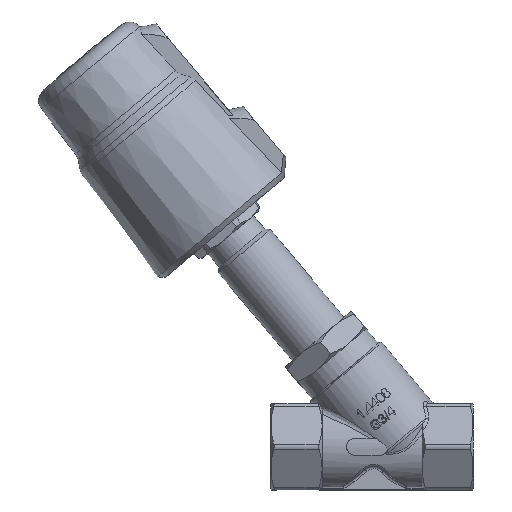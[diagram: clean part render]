
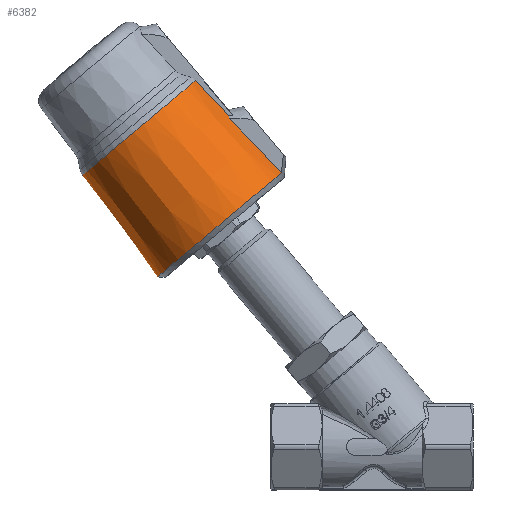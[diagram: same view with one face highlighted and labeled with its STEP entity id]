
A CAD part, left-side view. The second image highlights one B-rep face of the part: STEP entity #6382.
In plain terms, the highlighted conical face has half-angle 3.414 degrees and reference radius 29.475 mm.
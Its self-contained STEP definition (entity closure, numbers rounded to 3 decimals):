
#218=B_SPLINE_CURVE_WITH_KNOTS('',3,(#8543,#8544,#8545,#8546),
 .UNSPECIFIED.,.F.,.F.,(4,4),(3.068,3.242),
 .UNSPECIFIED.);
#219=B_SPLINE_CURVE_WITH_KNOTS('',3,(#8558,#8559,#8560,#8561),
 .UNSPECIFIED.,.F.,.F.,(4,4),(1.198,1.372),
 .UNSPECIFIED.);
#595=CONICAL_SURFACE('',#6788,29.475,3.414);
#649=(
BOUNDED_CURVE()
B_SPLINE_CURVE(2,(#8571,#8572,#8573),.UNSPECIFIED.,.F.,.F.)
B_SPLINE_CURVE_WITH_KNOTS((3,3),(0.,1.713),.UNSPECIFIED.)
CURVE()
GEOMETRIC_REPRESENTATION_ITEM()
RATIONAL_B_SPLINE_CURVE((1.,1.,1.))
REPRESENTATION_ITEM('')
);
#650=(
BOUNDED_CURVE()
B_SPLINE_CURVE(2,(#8574,#8575,#8576),.UNSPECIFIED.,.F.,.F.)
B_SPLINE_CURVE_WITH_KNOTS((3,3),(0.,1.078),.UNSPECIFIED.)
CURVE()
GEOMETRIC_REPRESENTATION_ITEM()
RATIONAL_B_SPLINE_CURVE((1.,1.,1.))
REPRESENTATION_ITEM('')
);
#652=(
BOUNDED_CURVE()
B_SPLINE_CURVE(2,(#8585,#8586,#8587),.UNSPECIFIED.,.F.,.F.)
B_SPLINE_CURVE_WITH_KNOTS((3,3),(0.492,2.204),
 .UNSPECIFIED.)
CURVE()
GEOMETRIC_REPRESENTATION_ITEM()
RATIONAL_B_SPLINE_CURVE((1.,1.,1.))
REPRESENTATION_ITEM('')
);
#653=(
BOUNDED_CURVE()
B_SPLINE_CURVE(2,(#8588,#8589,#8590),.UNSPECIFIED.,.F.,.F.)
B_SPLINE_CURVE_WITH_KNOTS((3,3),(0.354,1.433),
 .UNSPECIFIED.)
CURVE()
GEOMETRIC_REPRESENTATION_ITEM()
RATIONAL_B_SPLINE_CURVE((1.,1.,1.))
REPRESENTATION_ITEM('')
);
#654=(
BOUNDED_CURVE()
B_SPLINE_CURVE(2,(#8592,#8593,#8594),.UNSPECIFIED.,.F.,.F.)
B_SPLINE_CURVE_WITH_KNOTS((3,3),(0.632,2.44),
 .UNSPECIFIED.)
CURVE()
GEOMETRIC_REPRESENTATION_ITEM()
RATIONAL_B_SPLINE_CURVE((1.,1.,1.))
REPRESENTATION_ITEM('')
);
#655=(
BOUNDED_CURVE()
B_SPLINE_CURVE(2,(#8597,#8598,#8599),.UNSPECIFIED.,.F.,.F.)
B_SPLINE_CURVE_WITH_KNOTS((3,3),(0.,1.808),.UNSPECIFIED.)
CURVE()
GEOMETRIC_REPRESENTATION_ITEM()
RATIONAL_B_SPLINE_CURVE((1.,1.,1.))
REPRESENTATION_ITEM('')
);
#1481=FACE_OUTER_BOUND('',#1875,.T.);
#1875=EDGE_LOOP('',(#4208,#4209,#4210,#4211,#4212,#4213,#4214,#4215,#4216,
#4217));
#2302=CIRCLE('',#6787,30.752);
#2303=CIRCLE('',#6789,27.97);
#2488=VERTEX_POINT('',#8538);
#2489=VERTEX_POINT('',#8542);
#2492=VERTEX_POINT('',#8553);
#2493=VERTEX_POINT('',#8557);
#2494=VERTEX_POINT('',#8566);
#2495=VERTEX_POINT('',#8570);
#2496=VERTEX_POINT('',#8578);
#2497=VERTEX_POINT('',#8584);
#2498=VERTEX_POINT('',#8591);
#2499=VERTEX_POINT('',#8595);
#3162=EDGE_CURVE('',#2489,#2488,#218,.T.);
#3166=EDGE_CURVE('',#2493,#2492,#219,.T.);
#3169=EDGE_CURVE('',#2495,#2494,#649,.T.);
#3170=EDGE_CURVE('',#2495,#2488,#650,.T.);
#3172=EDGE_CURVE('',#2494,#2496,#2302,.T.);
#3173=EDGE_CURVE('',#2496,#2497,#652,.T.);
#3174=EDGE_CURVE('',#2493,#2497,#653,.T.);
#3175=EDGE_CURVE('',#2492,#2498,#654,.T.);
#3176=EDGE_CURVE('',#2499,#2498,#2303,.T.);
#3177=EDGE_CURVE('',#2499,#2489,#655,.T.);
#4208=ORIENTED_EDGE('',*,*,#3172,.T.);
#4209=ORIENTED_EDGE('',*,*,#3173,.T.);
#4210=ORIENTED_EDGE('',*,*,#3174,.F.);
#4211=ORIENTED_EDGE('',*,*,#3166,.T.);
#4212=ORIENTED_EDGE('',*,*,#3175,.T.);
#4213=ORIENTED_EDGE('',*,*,#3176,.F.);
#4214=ORIENTED_EDGE('',*,*,#3177,.T.);
#4215=ORIENTED_EDGE('',*,*,#3162,.T.);
#4216=ORIENTED_EDGE('',*,*,#3170,.F.);
#4217=ORIENTED_EDGE('',*,*,#3169,.T.);
#6382=ADVANCED_FACE('',(#1481),#595,.T.);
#6787=AXIS2_PLACEMENT_3D('',#8582,#7278,#7279);
#6788=AXIS2_PLACEMENT_3D('',#8583,#7280,#7281);
#6789=AXIS2_PLACEMENT_3D('',#8596,#7282,#7283);
#7278=DIRECTION('center_axis',(0.,0.643,0.766));
#7279=DIRECTION('ref_axis',(0.,-0.766,0.643));
#7280=DIRECTION('center_axis',(0.,-0.643,
-0.766));
#7281=DIRECTION('ref_axis',(0.,-0.766,0.643));
#7282=DIRECTION('center_axis',(0.,0.643,0.766));
#7283=DIRECTION('ref_axis',(0.,0.766,-0.643));
#8538=CARTESIAN_POINT('',(10.,52.783,110.144));
#8542=CARTESIAN_POINT('',(8.5,53.018,111.119));
#8543=CARTESIAN_POINT('Ctrl Pts',(8.5,53.018,111.119));
#8544=CARTESIAN_POINT('Ctrl Pts',(9.024,52.949,110.814));
#8545=CARTESIAN_POINT('Ctrl Pts',(9.526,52.87,110.486));
#8546=CARTESIAN_POINT('Ctrl Pts',(10.,52.783,110.144));
#8553=CARTESIAN_POINT('',(-8.5,53.018,111.119));
#8557=CARTESIAN_POINT('',(-10.,52.783,110.144));
#8558=CARTESIAN_POINT('Ctrl Pts',(-10.,52.783,110.144));
#8559=CARTESIAN_POINT('Ctrl Pts',(-9.526,52.87,110.486));
#8560=CARTESIAN_POINT('Ctrl Pts',(-9.024,52.949,110.814));
#8561=CARTESIAN_POINT('Ctrl Pts',(-8.5,53.018,111.119));
#8566=CARTESIAN_POINT('',(10.,33.563,89.976));
#8570=CARTESIAN_POINT('',(10.,45.313,102.307));
#8571=CARTESIAN_POINT('Ctrl Pts',(10.,45.313,102.307));
#8572=CARTESIAN_POINT('Ctrl Pts',(10.,39.548,96.259));
#8573=CARTESIAN_POINT('Ctrl Pts',(10.,33.563,89.976));
#8574=CARTESIAN_POINT('Ctrl Pts',(10.,45.313,102.307));
#8575=CARTESIAN_POINT('Ctrl Pts',(10.,49.094,106.274));
#8576=CARTESIAN_POINT('Ctrl Pts',(10.,52.783,110.144));
#8578=CARTESIAN_POINT('',(-10.,33.563,89.976));
#8582=CARTESIAN_POINT('Origin',(0.,55.84,71.284));
#8583=CARTESIAN_POINT('Origin',(0.,69.595,87.676));
#8584=CARTESIAN_POINT('',(-10.,45.313,102.307));
#8585=CARTESIAN_POINT('Ctrl Pts',(-10.,33.563,89.976));
#8586=CARTESIAN_POINT('Ctrl Pts',(-10.,39.548,96.259));
#8587=CARTESIAN_POINT('Ctrl Pts',(-10.,45.313,102.307));
#8588=CARTESIAN_POINT('Ctrl Pts',(-10.,52.783,110.144));
#8589=CARTESIAN_POINT('Ctrl Pts',(-10.,49.094,106.274));
#8590=CARTESIAN_POINT('Ctrl Pts',(-10.,45.313,102.307));
#8591=CARTESIAN_POINT('',(-8.5,65.393,124.125));
#8592=CARTESIAN_POINT('Ctrl Pts',(-8.5,53.018,111.119));
#8593=CARTESIAN_POINT('Ctrl Pts',(-8.5,59.332,117.757));
#8594=CARTESIAN_POINT('Ctrl Pts',(-8.5,65.393,124.125));
#8595=CARTESIAN_POINT('',(8.5,65.393,124.125));
#8596=CARTESIAN_POINT('Origin',(0.,85.806,106.996));
#8597=CARTESIAN_POINT('Ctrl Pts',(8.5,65.393,124.125));
#8598=CARTESIAN_POINT('Ctrl Pts',(8.5,59.332,117.757));
#8599=CARTESIAN_POINT('Ctrl Pts',(8.5,53.018,111.119));
